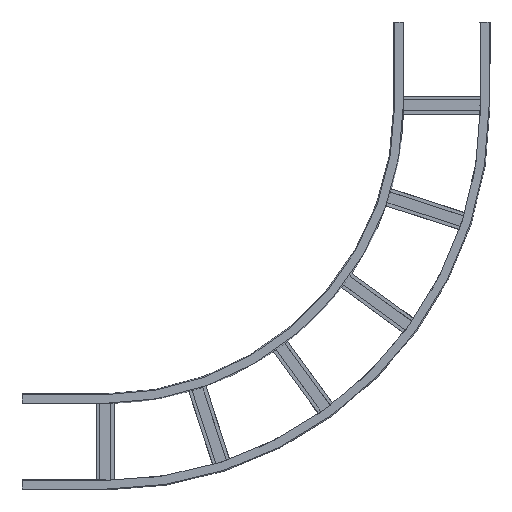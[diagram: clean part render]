
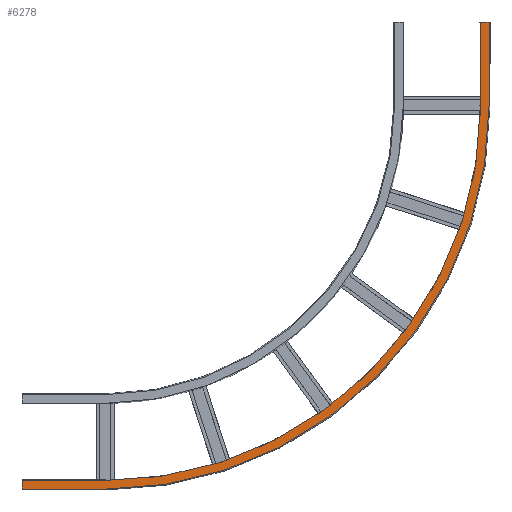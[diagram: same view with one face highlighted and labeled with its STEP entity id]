
A CAD part, front view. The second image highlights one B-rep face of the part: STEP entity #6278.
In plain terms, the highlighted planar face has unit normal (0, -1, 0).
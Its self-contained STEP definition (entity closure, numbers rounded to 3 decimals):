
#802 = VERTEX_POINT ( 'NONE', #4898 ) ;
#811 = VERTEX_POINT ( 'NONE', #4907 ) ;
#813 = VERTEX_POINT ( 'NONE', #4909 ) ;
#815 = VERTEX_POINT ( 'NONE', #4911 ) ;
#816 = VERTEX_POINT ( 'NONE', #4912 ) ;
#838 = VERTEX_POINT ( 'NONE', #4445 ) ;
#847 = VERTEX_POINT ( 'NONE', #4454 ) ;
#850 = VERTEX_POINT ( 'NONE', #4457 ) ;
#1504 = CIRCLE ( 'NONE', #4351, 780.2 ) ;
#1508 = CIRCLE ( 'NONE', #4355, 798.2 ) ;
#1511 = LINE ( 'NONE', #6610, #1514 ) ;
#1514 = VECTOR ( 'NONE', #6611, 1000. ) ;
#1578 = LINE ( 'NONE', #6670, #1580 ) ;
#1579 = LINE ( 'NONE', #4539, #1582 ) ;
#1580 = VECTOR ( 'NONE', #6671, 1000. ) ;
#1581 = LINE ( 'NONE', #4541, #1584 ) ;
#1582 = VECTOR ( 'NONE', #4540, 1000. ) ;
#1583 = LINE ( 'NONE', #4543, #1586 ) ;
#1584 = VECTOR ( 'NONE', #4542, 1000. ) ;
#1585 = LINE ( 'NONE', #4545, #1588 ) ;
#1586 = VECTOR ( 'NONE', #4544, 1000. ) ;
#1588 = VECTOR ( 'NONE', #4546, 1000. ) ;
#1805 = EDGE_CURVE ( 'NONE', #813, #816, #1504, .T. ) ;
#1809 = EDGE_CURVE ( 'NONE', #811, #802, #1508, .T. ) ;
#1812 = EDGE_CURVE ( 'NONE', #811, #815, #1511, .T. ) ;
#1850 = EDGE_CURVE ( 'NONE', #813, #838, #1578, .T. ) ;
#1851 = EDGE_CURVE ( 'NONE', #815, #838, #1579, .T. ) ;
#1852 = EDGE_CURVE ( 'NONE', #802, #847, #1581, .T. ) ;
#1853 = EDGE_CURVE ( 'NONE', #847, #850, #1583, .T. ) ;
#1854 = EDGE_CURVE ( 'NONE', #816, #850, #1585, .T. ) ;
#3123 = FACE_OUTER_BOUND ( 'NONE', #3919, .T. ) ;
#3398 = CARTESIAN_POINT ( 'NONE',  ( -600., -42.93, -971.2 ) ) ;
#3403 = PLANE ( 'NONE',  #6389 ) ;
#3406 = DIRECTION ( 'NONE',  ( 0., -1., 0. ) ) ;
#3407 = DIRECTION ( 'NONE',  ( 1., 0., 0. ) ) ;
#3919 = EDGE_LOOP ( 'NONE', ( #4029, #4030, #4031, #4032, #4033, #4034, #4035, #4036 ) ) ;
#4029 = ORIENTED_EDGE ( 'NONE', *, *, #1851, .F. ) ;
#4030 = ORIENTED_EDGE ( 'NONE', *, *, #1812, .F. ) ;
#4031 = ORIENTED_EDGE ( 'NONE', *, *, #1809, .T. ) ;
#4032 = ORIENTED_EDGE ( 'NONE', *, *, #1852, .T. ) ;
#4033 = ORIENTED_EDGE ( 'NONE', *, *, #1853, .T. ) ;
#4034 = ORIENTED_EDGE ( 'NONE', *, *, #1854, .F. ) ;
#4035 = ORIENTED_EDGE ( 'NONE', *, *, #1805, .F. ) ;
#4036 = ORIENTED_EDGE ( 'NONE', *, *, #1850, .T. ) ;
#4351 = AXIS2_PLACEMENT_3D ( 'NONE', #6588, #6589, #6590 ) ;
#4355 = AXIS2_PLACEMENT_3D ( 'NONE', #6602, #6603, #6604 ) ;
#4445 = CARTESIAN_POINT ( 'NONE',  ( -773., -42.93, -953.2 ) ) ;
#4454 = CARTESIAN_POINT ( 'NONE',  ( 198.2, -42.93, 0. ) ) ;
#4457 = CARTESIAN_POINT ( 'NONE',  ( 180.2, -42.93, 0. ) ) ;
#4539 = CARTESIAN_POINT ( 'NONE',  ( -773., -42.93, -971.2 ) ) ;
#4540 = DIRECTION ( 'NONE',  ( 0., 0., 1. ) ) ;
#4541 = CARTESIAN_POINT ( 'NONE',  ( 198.2, -42.93, -173. ) ) ;
#4542 = DIRECTION ( 'NONE',  ( 0., 0., 1. ) ) ;
#4543 = CARTESIAN_POINT ( 'NONE',  ( 198.2, -42.93, 0. ) ) ;
#4544 = DIRECTION ( 'NONE',  ( -1., 0., 0. ) ) ;
#4545 = CARTESIAN_POINT ( 'NONE',  ( 180.2, -42.93, -173. ) ) ;
#4546 = DIRECTION ( 'NONE',  ( 0., 0., 1. ) ) ;
#4898 = CARTESIAN_POINT ( 'NONE',  ( 198.2, -42.93, -173. ) ) ;
#4907 = CARTESIAN_POINT ( 'NONE',  ( -600., -42.93, -971.2 ) ) ;
#4909 = CARTESIAN_POINT ( 'NONE',  ( -600., -42.93, -953.2 ) ) ;
#4911 = CARTESIAN_POINT ( 'NONE',  ( -773., -42.93, -971.2 ) ) ;
#4912 = CARTESIAN_POINT ( 'NONE',  ( 180.2, -42.93, -173. ) ) ;
#6278 = ADVANCED_FACE ( 'NONE', ( #3123 ), #3403, .T. ) ;
#6389 = AXIS2_PLACEMENT_3D ( 'NONE', #3398, #3406, #3407 ) ;
#6588 = CARTESIAN_POINT ( 'NONE',  ( -600., -42.93, -173. ) ) ;
#6589 = DIRECTION ( 'NONE',  ( 0., -1., 0. ) ) ;
#6590 = DIRECTION ( 'NONE',  ( 1., 0., 0. ) ) ;
#6602 = CARTESIAN_POINT ( 'NONE',  ( -600., -42.93, -173. ) ) ;
#6603 = DIRECTION ( 'NONE',  ( 0., -1., 0. ) ) ;
#6604 = DIRECTION ( 'NONE',  ( 1., 0., 0. ) ) ;
#6610 = CARTESIAN_POINT ( 'NONE',  ( -600., -42.93, -971.2 ) ) ;
#6611 = DIRECTION ( 'NONE',  ( -1., 0., 0. ) ) ;
#6670 = CARTESIAN_POINT ( 'NONE',  ( -600., -42.93, -953.2 ) ) ;
#6671 = DIRECTION ( 'NONE',  ( -1., 0., 0. ) ) ;
